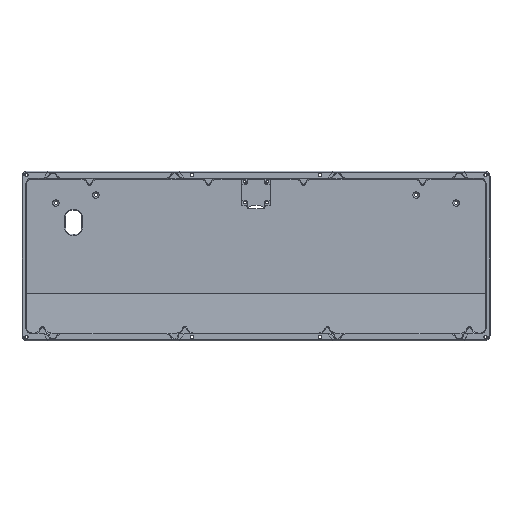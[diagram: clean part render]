
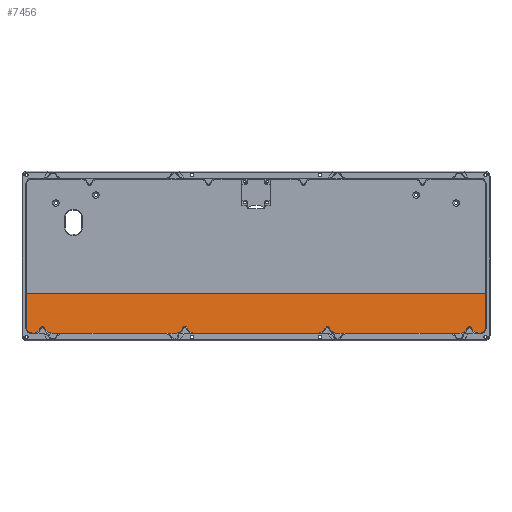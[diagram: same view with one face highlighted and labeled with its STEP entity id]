
A CAD part, top view. The second image highlights one B-rep face of the part: STEP entity #7456.
In plain terms, the highlighted planar face has unit normal (0, 0.087, 0.996).
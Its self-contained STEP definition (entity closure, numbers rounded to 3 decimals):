
#75=ELLIPSE('',#8060,3.313,3.3);
#76=ELLIPSE('',#8063,3.313,3.3);
#77=ELLIPSE('',#8065,4.015,4.);
#78=ELLIPSE('',#8066,1.506,1.5);
#79=ELLIPSE('',#8067,4.015,4.);
#80=ELLIPSE('',#8068,4.015,4.);
#81=ELLIPSE('',#8069,1.506,1.5);
#82=ELLIPSE('',#8070,4.015,4.);
#83=ELLIPSE('',#8071,4.015,4.);
#84=ELLIPSE('',#8072,1.506,1.5);
#85=ELLIPSE('',#8073,4.015,4.);
#86=ELLIPSE('',#8074,4.015,4.);
#87=ELLIPSE('',#8075,1.506,1.5);
#88=ELLIPSE('',#8076,4.015,4.);
#372=PLANE('',#8064);
#640=FACE_OUTER_BOUND('',#1104,.T.);
#1104=EDGE_LOOP('',(#5746,#5747,#5748,#5749,#5750,#5751,#5752,#5753,#5754,
#5755,#5756,#5757,#5758,#5759,#5760,#5761,#5762,#5763,#5764,#5765,#5766,
#5767));
#1454=LINE('',#11068,#2120);
#1723=LINE('',#12039,#2389);
#1729=LINE('',#12057,#2395);
#1732=LINE('',#12072,#2398);
#1733=LINE('',#12080,#2399);
#1734=LINE('',#12088,#2400);
#1735=LINE('',#12095,#2401);
#1736=LINE('',#12096,#2402);
#2120=VECTOR('',#8737,10.);
#2389=VECTOR('',#9490,10.);
#2395=VECTOR('',#9502,10.);
#2398=VECTOR('',#9517,10.);
#2399=VECTOR('',#9524,10.);
#2400=VECTOR('',#9531,10.);
#2401=VECTOR('',#9538,10.);
#2402=VECTOR('',#9539,10.);
#3143=VERTEX_POINT('',#11065);
#3144=VERTEX_POINT('',#11067);
#3427=VERTEX_POINT('',#12037);
#3428=VERTEX_POINT('',#12041);
#3433=VERTEX_POINT('',#12055);
#3434=VERTEX_POINT('',#12059);
#3435=VERTEX_POINT('',#12061);
#3436=VERTEX_POINT('',#12065);
#3437=VERTEX_POINT('',#12067);
#3438=VERTEX_POINT('',#12069);
#3439=VERTEX_POINT('',#12071);
#3440=VERTEX_POINT('',#12073);
#3441=VERTEX_POINT('',#12075);
#3442=VERTEX_POINT('',#12077);
#3443=VERTEX_POINT('',#12079);
#3444=VERTEX_POINT('',#12081);
#3445=VERTEX_POINT('',#12083);
#3446=VERTEX_POINT('',#12085);
#3447=VERTEX_POINT('',#12087);
#3448=VERTEX_POINT('',#12089);
#3449=VERTEX_POINT('',#12091);
#3450=VERTEX_POINT('',#12093);
#3855=EDGE_CURVE('',#3144,#3143,#1454,.T.);
#4273=EDGE_CURVE('',#3143,#3427,#1723,.T.);
#4275=EDGE_CURVE('',#3427,#3428,#75,.T.);
#4281=EDGE_CURVE('',#3433,#3428,#1729,.T.);
#4283=EDGE_CURVE('',#3435,#3434,#76,.T.);
#4285=EDGE_CURVE('',#3433,#3436,#77,.T.);
#4286=EDGE_CURVE('',#3436,#3437,#78,.T.);
#4287=EDGE_CURVE('',#3437,#3438,#79,.T.);
#4288=EDGE_CURVE('',#3439,#3438,#1732,.T.);
#4289=EDGE_CURVE('',#3439,#3440,#80,.T.);
#4290=EDGE_CURVE('',#3440,#3441,#81,.T.);
#4291=EDGE_CURVE('',#3441,#3442,#82,.T.);
#4292=EDGE_CURVE('',#3443,#3442,#1733,.T.);
#4293=EDGE_CURVE('',#3443,#3444,#83,.T.);
#4294=EDGE_CURVE('',#3444,#3445,#84,.T.);
#4295=EDGE_CURVE('',#3445,#3446,#85,.T.);
#4296=EDGE_CURVE('',#3447,#3446,#1734,.T.);
#4297=EDGE_CURVE('',#3447,#3448,#86,.T.);
#4298=EDGE_CURVE('',#3448,#3449,#87,.T.);
#4299=EDGE_CURVE('',#3449,#3450,#88,.T.);
#4300=EDGE_CURVE('',#3435,#3450,#1735,.T.);
#4301=EDGE_CURVE('',#3144,#3434,#1736,.T.);
#5746=ORIENTED_EDGE('',*,*,#4275,.T.);
#5747=ORIENTED_EDGE('',*,*,#4281,.F.);
#5748=ORIENTED_EDGE('',*,*,#4285,.T.);
#5749=ORIENTED_EDGE('',*,*,#4286,.T.);
#5750=ORIENTED_EDGE('',*,*,#4287,.T.);
#5751=ORIENTED_EDGE('',*,*,#4288,.F.);
#5752=ORIENTED_EDGE('',*,*,#4289,.T.);
#5753=ORIENTED_EDGE('',*,*,#4290,.T.);
#5754=ORIENTED_EDGE('',*,*,#4291,.T.);
#5755=ORIENTED_EDGE('',*,*,#4292,.F.);
#5756=ORIENTED_EDGE('',*,*,#4293,.T.);
#5757=ORIENTED_EDGE('',*,*,#4294,.T.);
#5758=ORIENTED_EDGE('',*,*,#4295,.T.);
#5759=ORIENTED_EDGE('',*,*,#4296,.F.);
#5760=ORIENTED_EDGE('',*,*,#4297,.T.);
#5761=ORIENTED_EDGE('',*,*,#4298,.T.);
#5762=ORIENTED_EDGE('',*,*,#4299,.T.);
#5763=ORIENTED_EDGE('',*,*,#4300,.F.);
#5764=ORIENTED_EDGE('',*,*,#4283,.T.);
#5765=ORIENTED_EDGE('',*,*,#4301,.F.);
#5766=ORIENTED_EDGE('',*,*,#3855,.T.);
#5767=ORIENTED_EDGE('',*,*,#4273,.T.);
#7456=ADVANCED_FACE('',(#640),#372,.F.);
#8060=AXIS2_PLACEMENT_3D('',#12043,#9494,#9495);
#8063=AXIS2_PLACEMENT_3D('',#12062,#9506,#9507);
#8064=AXIS2_PLACEMENT_3D('',#12064,#9509,#9510);
#8065=AXIS2_PLACEMENT_3D('',#12066,#9511,#9512);
#8066=AXIS2_PLACEMENT_3D('',#12068,#9513,#9514);
#8067=AXIS2_PLACEMENT_3D('',#12070,#9515,#9516);
#8068=AXIS2_PLACEMENT_3D('',#12074,#9518,#9519);
#8069=AXIS2_PLACEMENT_3D('',#12076,#9520,#9521);
#8070=AXIS2_PLACEMENT_3D('',#12078,#9522,#9523);
#8071=AXIS2_PLACEMENT_3D('',#12082,#9525,#9526);
#8072=AXIS2_PLACEMENT_3D('',#12084,#9527,#9528);
#8073=AXIS2_PLACEMENT_3D('',#12086,#9529,#9530);
#8074=AXIS2_PLACEMENT_3D('',#12090,#9532,#9533);
#8075=AXIS2_PLACEMENT_3D('',#12092,#9534,#9535);
#8076=AXIS2_PLACEMENT_3D('',#12094,#9536,#9537);
#8737=DIRECTION('',(-1.,0.,0.));
#9490=DIRECTION('',(0.,-0.996,0.087));
#9494=DIRECTION('center_axis',(0.,0.087,0.996));
#9495=DIRECTION('ref_axis',(0.,-0.996,0.087));
#9502=DIRECTION('',(-1.,0.,0.));
#9506=DIRECTION('center_axis',(0.,0.087,0.996));
#9507=DIRECTION('ref_axis',(0.,-0.996,0.087));
#9509=DIRECTION('center_axis',(0.,-0.087,-0.996));
#9510=DIRECTION('ref_axis',(0.,-0.996,0.087));
#9511=DIRECTION('center_axis',(0.,0.087,0.996));
#9512=DIRECTION('ref_axis',(0.,0.996,-0.087));
#9513=DIRECTION('center_axis',(0.,-0.087,-0.996));
#9514=DIRECTION('ref_axis',(0.,0.996,-0.087));
#9515=DIRECTION('center_axis',(0.,0.087,0.996));
#9516=DIRECTION('ref_axis',(0.,0.996,-0.087));
#9517=DIRECTION('',(-1.,0.,0.));
#9518=DIRECTION('center_axis',(0.,0.087,0.996));
#9519=DIRECTION('ref_axis',(0.,0.996,-0.087));
#9520=DIRECTION('center_axis',(0.,-0.087,-0.996));
#9521=DIRECTION('ref_axis',(0.,0.996,-0.087));
#9522=DIRECTION('center_axis',(0.,0.087,0.996));
#9523=DIRECTION('ref_axis',(0.,0.996,-0.087));
#9524=DIRECTION('',(-1.,0.,0.));
#9525=DIRECTION('center_axis',(0.,0.087,0.996));
#9526=DIRECTION('ref_axis',(0.,0.996,-0.087));
#9527=DIRECTION('center_axis',(0.,-0.087,-0.996));
#9528=DIRECTION('ref_axis',(0.,0.996,-0.087));
#9529=DIRECTION('center_axis',(0.,0.087,0.996));
#9530=DIRECTION('ref_axis',(0.,0.996,-0.087));
#9531=DIRECTION('',(-1.,0.,0.));
#9532=DIRECTION('center_axis',(0.,0.087,0.996));
#9533=DIRECTION('ref_axis',(0.,0.996,-0.087));
#9534=DIRECTION('center_axis',(0.,-0.087,-0.996));
#9535=DIRECTION('ref_axis',(0.,0.996,-0.087));
#9536=DIRECTION('center_axis',(0.,0.087,0.996));
#9537=DIRECTION('ref_axis',(0.,0.996,-0.087));
#9538=DIRECTION('',(-1.,0.,0.));
#9539=DIRECTION('',(0.,-0.996,0.087));
#11065=CARTESIAN_POINT('',(-0.38,24.688,-6.179));
#11067=CARTESIAN_POINT('',(286.32,24.688,-6.179));
#11068=CARTESIAN_POINT('',(286.32,24.688,-6.179));
#12037=CARTESIAN_POINT('',(-0.38,3.083,-4.289));
#12039=CARTESIAN_POINT('',(-0.38,24.688,-6.179));
#12041=CARTESIAN_POINT('',(2.92,-0.217,-4.));
#12043=CARTESIAN_POINT('Origin',(2.92,3.083,-4.289));
#12055=CARTESIAN_POINT('',(4.328,-0.217,-4.));
#12057=CARTESIAN_POINT('',(286.32,-0.217,-4.));
#12059=CARTESIAN_POINT('',(286.32,3.083,-4.289));
#12061=CARTESIAN_POINT('',(283.02,-0.217,-4.));
#12062=CARTESIAN_POINT('Origin',(283.02,3.083,-4.289));
#12064=CARTESIAN_POINT('Origin',(286.32,24.688,-6.179));
#12065=CARTESIAN_POINT('',(8.177,2.692,-4.255));
#12066=CARTESIAN_POINT('Origin',(4.328,3.783,-4.35));
#12067=CARTESIAN_POINT('',(11.063,2.692,-4.255));
#12068=CARTESIAN_POINT('Origin',(9.62,2.283,-4.219));
#12069=CARTESIAN_POINT('',(14.912,-0.217,-4.));
#12070=CARTESIAN_POINT('Origin',(14.912,3.783,-4.35));
#12071=CARTESIAN_POINT('',(93.228,-0.217,-4.));
#12072=CARTESIAN_POINT('',(286.32,-0.217,-4.));
#12073=CARTESIAN_POINT('',(97.077,2.692,-4.255));
#12074=CARTESIAN_POINT('Origin',(93.228,3.783,-4.35));
#12075=CARTESIAN_POINT('',(99.963,2.692,-4.255));
#12076=CARTESIAN_POINT('Origin',(98.52,2.283,-4.219));
#12077=CARTESIAN_POINT('',(103.812,-0.217,-4.));
#12078=CARTESIAN_POINT('Origin',(103.812,3.783,-4.35));
#12079=CARTESIAN_POINT('',(182.128,-0.217,-4.));
#12080=CARTESIAN_POINT('',(286.32,-0.217,-4.));
#12081=CARTESIAN_POINT('',(185.977,2.692,-4.255));
#12082=CARTESIAN_POINT('Origin',(182.128,3.783,-4.35));
#12083=CARTESIAN_POINT('',(188.863,2.692,-4.255));
#12084=CARTESIAN_POINT('Origin',(187.42,2.283,-4.219));
#12085=CARTESIAN_POINT('',(192.712,-0.217,-4.));
#12086=CARTESIAN_POINT('Origin',(192.712,3.783,-4.35));
#12087=CARTESIAN_POINT('',(271.028,-0.217,-4.));
#12088=CARTESIAN_POINT('',(286.32,-0.217,-4.));
#12089=CARTESIAN_POINT('',(274.877,2.692,-4.255));
#12090=CARTESIAN_POINT('Origin',(271.028,3.783,-4.35));
#12091=CARTESIAN_POINT('',(277.763,2.692,-4.255));
#12092=CARTESIAN_POINT('Origin',(276.32,2.283,-4.219));
#12093=CARTESIAN_POINT('',(281.612,-0.217,-4.));
#12094=CARTESIAN_POINT('Origin',(281.612,3.783,-4.35));
#12095=CARTESIAN_POINT('',(286.32,-0.217,-4.));
#12096=CARTESIAN_POINT('',(286.32,24.688,-6.179));
